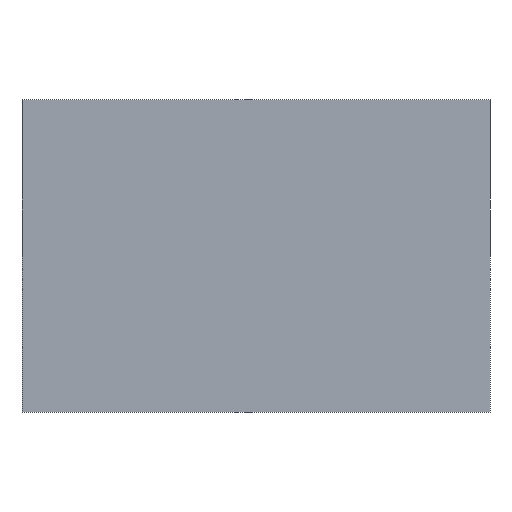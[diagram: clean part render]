
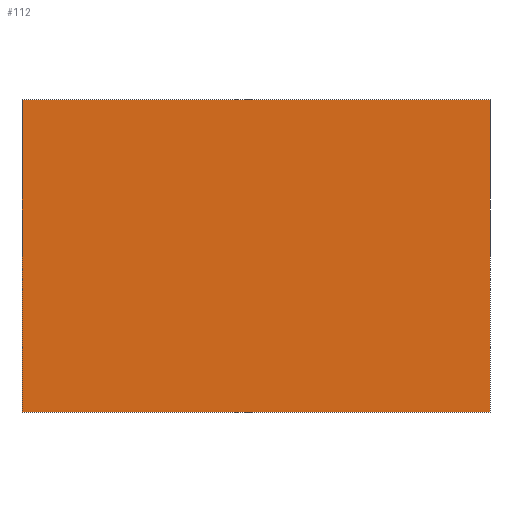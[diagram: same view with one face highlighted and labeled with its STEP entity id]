
A CAD part, front view. The second image highlights one B-rep face of the part: STEP entity #112.
In plain terms, the highlighted planar face has unit normal (0, -1, 0).
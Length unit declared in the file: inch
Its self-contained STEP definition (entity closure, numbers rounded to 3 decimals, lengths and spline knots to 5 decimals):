
#6 = ORIENTED_EDGE ( 'NONE', *, *, #163, .F. ) ;
#9 = PLANE ( 'NONE',  #103 ) ;
#17 = VECTOR ( 'NONE', #29, 39.37008 ) ;
#26 = ORIENTED_EDGE ( 'NONE', *, *, #41, .F. ) ;
#29 = DIRECTION ( 'NONE',  ( 0., 0., 1. ) ) ;
#30 = CARTESIAN_POINT ( 'NONE',  ( 18., 0., 12. ) ) ;
#32 = DIRECTION ( 'NONE',  ( 0., -1., 0. ) ) ;
#37 = ORIENTED_EDGE ( 'NONE', *, *, #101, .F. ) ;
#41 = EDGE_CURVE ( 'NONE', #100, #131, #46, .T. ) ;
#46 = LINE ( 'NONE', #150, #142 ) ;
#50 = VERTEX_POINT ( 'NONE', #134 ) ;
#63 = VERTEX_POINT ( 'NONE', #135 ) ;
#87 = VECTOR ( 'NONE', #181, 39.37008 ) ;
#89 = CARTESIAN_POINT ( 'NONE',  ( -18., 0., -12. ) ) ;
#93 = ORIENTED_EDGE ( 'NONE', *, *, #183, .F. ) ;
#100 = VERTEX_POINT ( 'NONE', #190 ) ;
#101 = EDGE_CURVE ( 'NONE', #131, #50, #104, .T. ) ;
#103 = AXIS2_PLACEMENT_3D ( 'NONE', #171, #32, #123 ) ;
#104 = LINE ( 'NONE', #30, #87 ) ;
#106 = LINE ( 'NONE', #168, #17 ) ;
#109 = VECTOR ( 'NONE', #149, 39.37008 ) ;
#112 = ADVANCED_FACE ( 'NONE', ( #182 ), #9, .T. ) ;
#123 = DIRECTION ( 'NONE',  ( 0., 0., -1. ) ) ;
#131 = VERTEX_POINT ( 'NONE', #188 ) ;
#134 = CARTESIAN_POINT ( 'NONE',  ( 18., 0., -12. ) ) ;
#135 = CARTESIAN_POINT ( 'NONE',  ( -18., 0., -12. ) ) ;
#142 = VECTOR ( 'NONE', #169, 39.37008 ) ;
#149 = DIRECTION ( 'NONE',  ( -1., 0., 0. ) ) ;
#150 = CARTESIAN_POINT ( 'NONE',  ( -18., 0., 12. ) ) ;
#163 = EDGE_CURVE ( 'NONE', #50, #63, #167, .T. ) ;
#167 = LINE ( 'NONE', #89, #109 ) ;
#168 = CARTESIAN_POINT ( 'NONE',  ( -18., 0., 12. ) ) ;
#169 = DIRECTION ( 'NONE',  ( 1., 0., 0. ) ) ;
#171 = CARTESIAN_POINT ( 'NONE',  ( 0., 0., 0. ) ) ;
#177 = EDGE_LOOP ( 'NONE', ( #37, #26, #93, #6 ) ) ;
#181 = DIRECTION ( 'NONE',  ( 0., 0., -1. ) ) ;
#182 = FACE_OUTER_BOUND ( 'NONE', #177, .T. ) ;
#183 = EDGE_CURVE ( 'NONE', #63, #100, #106, .T. ) ;
#188 = CARTESIAN_POINT ( 'NONE',  ( 18., 0., 12. ) ) ;
#190 = CARTESIAN_POINT ( 'NONE',  ( -18., 0., 12. ) ) ;
